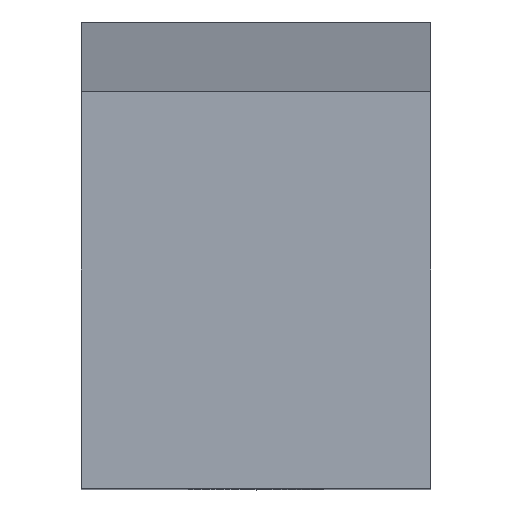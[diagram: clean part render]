
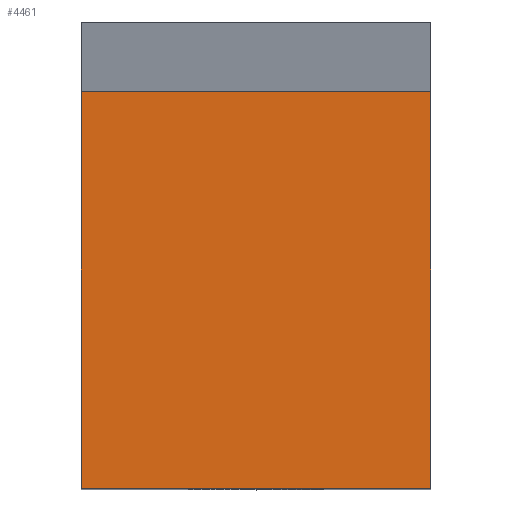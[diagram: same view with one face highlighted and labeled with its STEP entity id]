
A CAD part, top view. The second image highlights one B-rep face of the part: STEP entity #4461.
In plain terms, the highlighted planar face has unit normal (0, 0, 1).
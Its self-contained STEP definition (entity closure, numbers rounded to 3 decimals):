
#1120 = EDGE_CURVE('',#1121,#1123,#1125,.T.);
#1121 = VERTEX_POINT('',#1122);
#1122 = CARTESIAN_POINT('',(-7.5,17.,17.5));
#1123 = VERTEX_POINT('',#1124);
#1124 = CARTESIAN_POINT('',(-7.5,0.,17.5));
#1125 = LINE('',#1126,#1127);
#1126 = CARTESIAN_POINT('',(-7.5,17.,17.5));
#1127 = VECTOR('',#1128,1.);
#1128 = DIRECTION('',(0.,-1.,0.));
#3613 = VERTEX_POINT('',#3614);
#3614 = CARTESIAN_POINT('',(7.5,17.,17.5));
#3622 = EDGE_CURVE('',#3623,#3613,#3625,.T.);
#3623 = VERTEX_POINT('',#3624);
#3624 = CARTESIAN_POINT('',(7.5,0.,17.5));
#3625 = LINE('',#3626,#3627);
#3626 = CARTESIAN_POINT('',(7.5,0.,17.5));
#3627 = VECTOR('',#3628,1.);
#3628 = DIRECTION('',(0.,1.,0.));
#4461 = ADVANCED_FACE('',(#4462),#4478,.T.);
#4462 = FACE_BOUND('',#4463,.T.);
#4463 = EDGE_LOOP('',(#4464,#4465,#4471,#4472));
#4464 = ORIENTED_EDGE('',*,*,#3622,.T.);
#4465 = ORIENTED_EDGE('',*,*,#4466,.F.);
#4466 = EDGE_CURVE('',#1121,#3613,#4467,.T.);
#4467 = LINE('',#4468,#4469);
#4468 = CARTESIAN_POINT('',(-7.5,17.,17.5));
#4469 = VECTOR('',#4470,1.);
#4470 = DIRECTION('',(1.,0.,0.));
#4471 = ORIENTED_EDGE('',*,*,#1120,.T.);
#4472 = ORIENTED_EDGE('',*,*,#4473,.T.);
#4473 = EDGE_CURVE('',#1123,#3623,#4474,.T.);
#4474 = LINE('',#4475,#4476);
#4475 = CARTESIAN_POINT('',(-7.5,0.,17.5));
#4476 = VECTOR('',#4477,1.);
#4477 = DIRECTION('',(1.,0.,0.));
#4478 = PLANE('',#4479);
#4479 = AXIS2_PLACEMENT_3D('',#4480,#4481,#4482);
#4480 = CARTESIAN_POINT('',(0.,8.5,17.5));
#4481 = DIRECTION('',(0.,0.,1.));
#4482 = DIRECTION('',(1.,0.,0.));
